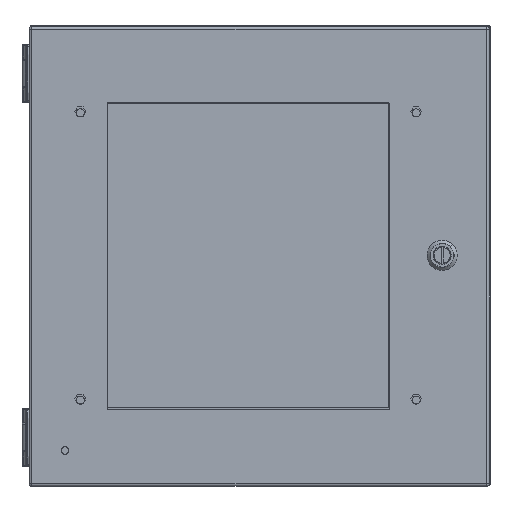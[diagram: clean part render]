
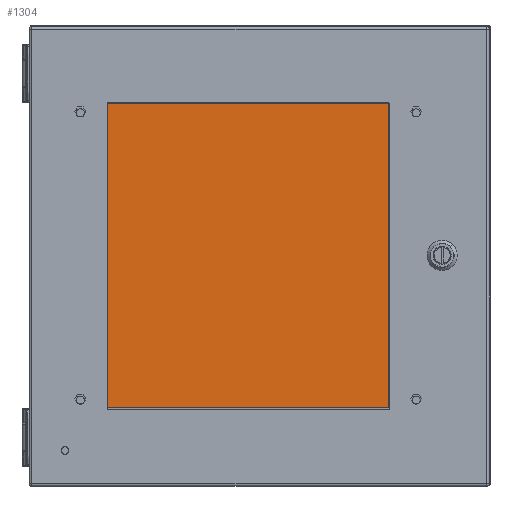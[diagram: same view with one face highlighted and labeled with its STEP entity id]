
A CAD part, top view. The second image highlights one B-rep face of the part: STEP entity #1304.
In plain terms, the highlighted planar face has unit normal (0, 0, 1).
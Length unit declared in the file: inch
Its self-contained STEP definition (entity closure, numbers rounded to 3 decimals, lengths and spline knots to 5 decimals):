
#629 = DIRECTION ( 'NONE',  ( 0., -1., 0. ) ) ;
#1304 = ADVANCED_FACE ( 'NONE', ( #33221 ), #5709, .F. ) ;
#1529 = EDGE_CURVE ( 'NONE', #37459, #13801, #15987, .T. ) ;
#2275 = DIRECTION ( 'NONE',  ( -1., 0., 0. ) ) ;
#2286 = VERTEX_POINT ( 'NONE', #23780 ) ;
#4118 = AXIS2_PLACEMENT_3D ( 'NONE', #5509, #9126, #2275 ) ;
#5509 = CARTESIAN_POINT ( 'NONE',  ( -0.3131, 0., 2.62023 ) ) ;
#5709 = PLANE ( 'NONE',  #4118 ) ;
#9123 = DIRECTION ( 'NONE',  ( 0., 1., 0. ) ) ;
#9126 = DIRECTION ( 'NONE',  ( 0., 0., -1. ) ) ;
#13169 = ORIENTED_EDGE ( 'NONE', *, *, #25007, .F. ) ;
#13545 = CARTESIAN_POINT ( 'NONE',  ( -3.98497, 3.98438, 2.62023 ) ) ;
#13801 = VERTEX_POINT ( 'NONE', #22363 ) ;
#14465 = EDGE_LOOP ( 'NONE', ( #19821, #39146, #31697, #13169 ) ) ;
#15987 = LINE ( 'NONE', #28347, #33852 ) ;
#16193 = VECTOR ( 'NONE', #9123, 39.37008 ) ;
#17298 = VERTEX_POINT ( 'NONE', #26603 ) ;
#17402 = DIRECTION ( 'NONE',  ( 1., 0., 0. ) ) ;
#18141 = LINE ( 'NONE', #39007, #20509 ) ;
#19821 = ORIENTED_EDGE ( 'NONE', *, *, #1529, .F. ) ;
#20509 = VECTOR ( 'NONE', #20584, 39.37008 ) ;
#20584 = DIRECTION ( 'NONE',  ( -1., 0., 0. ) ) ;
#22363 = CARTESIAN_POINT ( 'NONE',  ( 3.35878, -3.98438, 2.62023 ) ) ;
#23780 = CARTESIAN_POINT ( 'NONE',  ( -3.98497, 3.98438, 2.62023 ) ) ;
#24236 = EDGE_CURVE ( 'NONE', #2286, #37459, #26518, .T. ) ;
#25007 = EDGE_CURVE ( 'NONE', #13801, #17298, #18141, .T. ) ;
#25074 = CARTESIAN_POINT ( 'NONE',  ( 3.35878, 3.98438, 2.62023 ) ) ;
#26518 = LINE ( 'NONE', #13545, #34693 ) ;
#26603 = CARTESIAN_POINT ( 'NONE',  ( -3.98497, -3.98438, 2.62023 ) ) ;
#28347 = CARTESIAN_POINT ( 'NONE',  ( 3.35878, 3.98438, 2.62023 ) ) ;
#30970 = LINE ( 'NONE', #36639, #16193 ) ;
#31697 = ORIENTED_EDGE ( 'NONE', *, *, #35855, .F. ) ;
#33221 = FACE_OUTER_BOUND ( 'NONE', #14465, .T. ) ;
#33852 = VECTOR ( 'NONE', #629, 39.37008 ) ;
#34693 = VECTOR ( 'NONE', #17402, 39.37008 ) ;
#35855 = EDGE_CURVE ( 'NONE', #17298, #2286, #30970, .T. ) ;
#36639 = CARTESIAN_POINT ( 'NONE',  ( -3.98497, -3.98438, 2.62023 ) ) ;
#37459 = VERTEX_POINT ( 'NONE', #25074 ) ;
#39007 = CARTESIAN_POINT ( 'NONE',  ( 3.35878, -3.98438, 2.62023 ) ) ;
#39146 = ORIENTED_EDGE ( 'NONE', *, *, #24236, .F. ) ;
